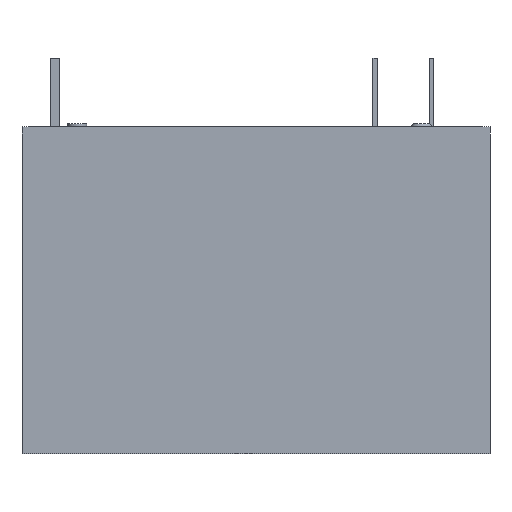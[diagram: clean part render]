
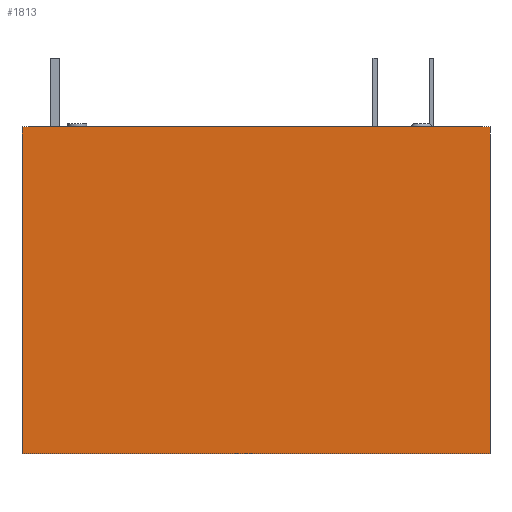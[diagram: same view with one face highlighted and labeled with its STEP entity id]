
A CAD part, front view. The second image highlights one B-rep face of the part: STEP entity #1813.
In plain terms, the highlighted planar face has unit normal (0, -1, 0).
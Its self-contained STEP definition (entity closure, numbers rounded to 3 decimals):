
#608=DIRECTION('',(1.,0.,0.));
#609=VECTOR('',#608,29.2);
#610=CARTESIAN_POINT('',(-14.6,-6.4,0.));
#611=LINE('',#610,#609);
#612=DIRECTION('',(0.,0.,-1.));
#613=VECTOR('',#612,20.4);
#614=CARTESIAN_POINT('',(14.6,-6.4,0.));
#615=LINE('',#614,#613);
#616=DIRECTION('',(-1.,0.,0.));
#617=VECTOR('',#616,29.2);
#618=CARTESIAN_POINT('',(14.6,-6.4,-20.4));
#619=LINE('',#618,#617);
#620=DIRECTION('',(0.,0.,1.));
#621=VECTOR('',#620,20.4);
#622=CARTESIAN_POINT('',(-14.6,-6.4,-20.4));
#623=LINE('',#622,#621);
#756=CARTESIAN_POINT('',(14.6,-6.4,0.));
#757=CARTESIAN_POINT('',(14.6,-6.4,-20.4));
#758=VERTEX_POINT('',#756);
#759=VERTEX_POINT('',#757);
#760=CARTESIAN_POINT('',(-14.6,-6.4,-20.4));
#761=CARTESIAN_POINT('',(-14.6,-6.4,0.));
#762=VERTEX_POINT('',#760);
#763=VERTEX_POINT('',#761);
#1799=CARTESIAN_POINT('',(0.,-6.4,0.));
#1800=DIRECTION('',(0.,1.,0.));
#1801=DIRECTION('',(1.,0.,0.));
#1802=AXIS2_PLACEMENT_3D('',#1799,#1800,#1801);
#1803=PLANE('',#1802);
#1804=ORIENTED_EDGE('',*,*,#985,.T.);
#1806=ORIENTED_EDGE('',*,*,#1805,.T.);
#1808=ORIENTED_EDGE('',*,*,#1807,.T.);
#1810=ORIENTED_EDGE('',*,*,#1809,.T.);
#1811=EDGE_LOOP('',(#1804,#1806,#1808,#1810));
#1812=FACE_OUTER_BOUND('',#1811,.F.);
#1813=ADVANCED_FACE('',(#1812),#1803,.F.);
#985=EDGE_CURVE('',#763,#758,#611,.T.);
#1805=EDGE_CURVE('',#758,#759,#615,.T.);
#1807=EDGE_CURVE('',#759,#762,#619,.T.);
#1809=EDGE_CURVE('',#762,#763,#623,.T.);
